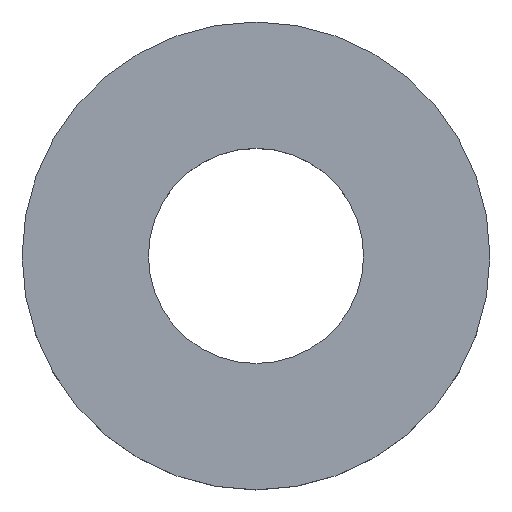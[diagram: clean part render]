
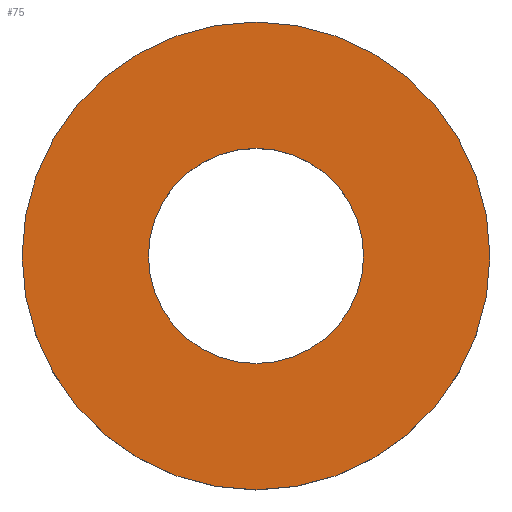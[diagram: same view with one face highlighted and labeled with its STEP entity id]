
A CAD part, top view. The second image highlights one B-rep face of the part: STEP entity #75.
In plain terms, the highlighted planar face has unit normal (0, 0, 1).
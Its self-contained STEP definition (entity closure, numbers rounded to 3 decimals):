
#61=VERTEX_POINT('',#133);
#65=VERTEX_POINT('',#138);
#67=EDGE_CURVE('',#93,#65,#140,.T.);
#75=ADVANCED_FACE('',(#149,#150),#151,.T.);
#77=EDGE_CURVE('',#65,#93,#153,.T.);
#85=EDGE_CURVE('',#61,#103,#163,.T.);
#93=VERTEX_POINT('',#171);
#97=EDGE_CURVE('',#103,#61,#175,.T.);
#103=VERTEX_POINT('',#181);
#133=CARTESIAN_POINT('',(-25.0,0.,8.));
#138=CARTESIAN_POINT('',(11.5,0.,8.));
#140=CIRCLE('',#212,11.5);
#149=FACE_OUTER_BOUND('',#222,.T.);
#150=FACE_BOUND('',#223,.T.);
#151=PLANE('',#224);
#153=CIRCLE('',#227,11.5);
#163=CIRCLE('',#238,25.0);
#171=CARTESIAN_POINT('',(-11.5,0.,8.));
#175=CIRCLE('',#256,25.0);
#181=CARTESIAN_POINT('',(25.0,0.,8.));
#212=AXIS2_PLACEMENT_3D('',#290,#291,#292);
#222=EDGE_LOOP('',(#305,#306));
#223=EDGE_LOOP('',(#307,#308));
#224=AXIS2_PLACEMENT_3D('',#309,#310,#311);
#227=AXIS2_PLACEMENT_3D('',#312,#313,#314);
#238=AXIS2_PLACEMENT_3D('',#331,#332,#333);
#256=AXIS2_PLACEMENT_3D('',#339,#340,#341);
#290=CARTESIAN_POINT('',(0.,0.,8.));
#291=DIRECTION('',(0.0,0.0,-1.0));
#292=DIRECTION('',(1.0,0.,0.0));
#305=ORIENTED_EDGE('',*,*,#97,.F.);
#306=ORIENTED_EDGE('',*,*,#85,.F.);
#307=ORIENTED_EDGE('',*,*,#77,.T.);
#308=ORIENTED_EDGE('',*,*,#67,.T.);
#309=CARTESIAN_POINT('',(18.25,0.,8.));
#310=DIRECTION('',(0.0,0.0,1.0));
#311=DIRECTION('',(1.0,0.0,0.0));
#312=CARTESIAN_POINT('',(0.,0.,8.));
#313=DIRECTION('',(0.0,0.0,-1.0));
#314=DIRECTION('',(1.0,0.,0.0));
#331=CARTESIAN_POINT('',(0.,0.,8.));
#332=DIRECTION('',(0.0,0.0,-1.0));
#333=DIRECTION('',(1.0,0.,0.0));
#339=CARTESIAN_POINT('',(0.,0.,8.));
#340=DIRECTION('',(0.0,0.0,-1.0));
#341=DIRECTION('',(1.0,0.,0.0));
